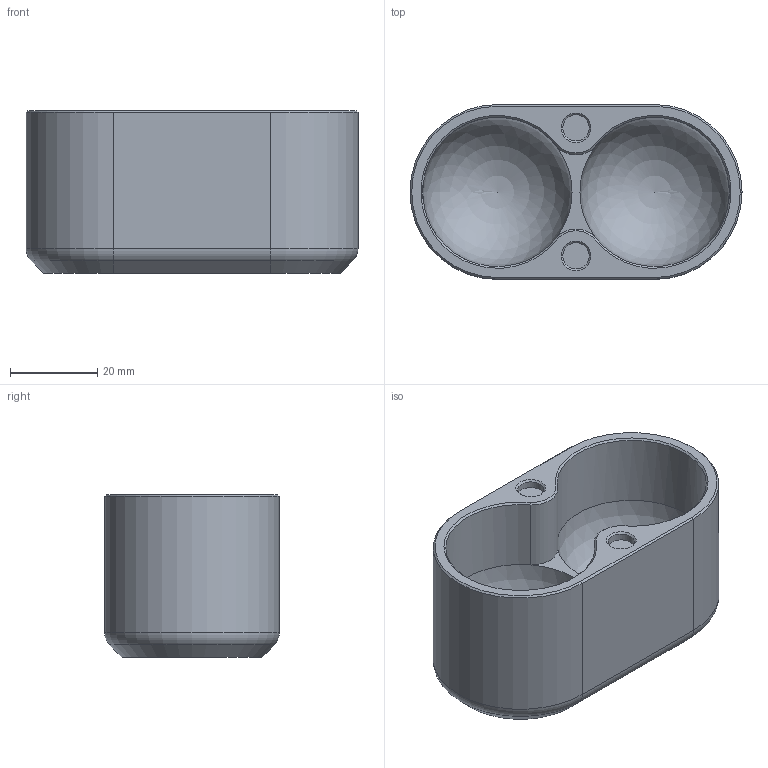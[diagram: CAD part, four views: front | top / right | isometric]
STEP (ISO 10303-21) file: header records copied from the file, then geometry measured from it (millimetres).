
FILE_DESCRIPTION(/* description */ (''),/* implementation_level */ '2;1');
FILE_NAME(/* name */ 'travel-case-bottom.step',/* time_stamp */ '2025-12-24T14:47:22-06:00',/* author */ (''),/* organization */ (''),/* preprocessor_version */ 'ST-DEVELOPER v20.1',/* originating_system */ 'Autodesk Translation Framework v14.21.0.0',/* authorisation */ '');
FILE_SCHEMA (('AUTOMOTIVE_DESIGN { 1 0 10303 214 3 1 1 }'));
Length unit declared in the file: millimetre
Products named in the file (2): BallHolder; Base
Assembly tree (1 placements, depth 2):
  BallHolder
    Base
Bounding box: 76 x 40 x 37.2 mm (x, y, z)
Volume: 44996.7 mm3; surface area: 17308.3 mm2
Topology: 1 solids, 1 shells, 35 faces, 74 edges, 42 vertices
Faces by surface type: plane 11, cone 10, cylinder 10, torus 2, sphere 2
Full cylindrical faces by diameter (mm): 6 x2
Entity records: 973 total; most frequent: DIRECTION 182, CARTESIAN_POINT 164, ORIENTED_EDGE 144, AXIS2_PLACEMENT_3D 76, EDGE_CURVE 72, VERTEX_POINT 42, EDGE_LOOP 38, CIRCLE 38
